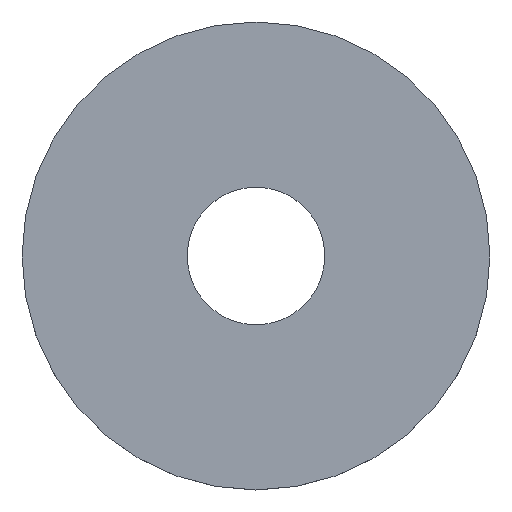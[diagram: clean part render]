
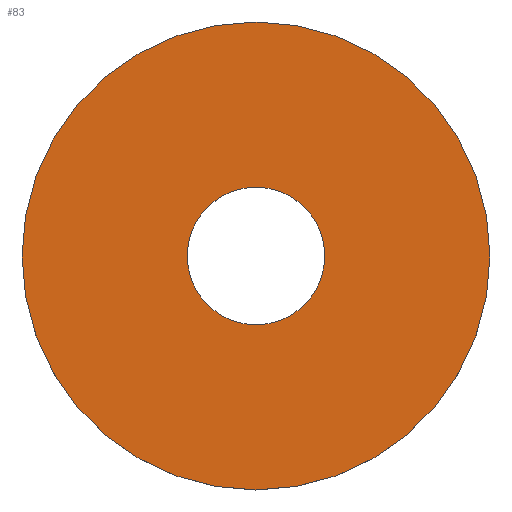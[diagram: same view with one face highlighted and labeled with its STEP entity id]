
A CAD part, top view. The second image highlights one B-rep face of the part: STEP entity #83.
In plain terms, the highlighted planar face has unit normal (0, 0, 1).
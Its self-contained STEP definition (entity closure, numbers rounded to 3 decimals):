
#57=VERTEX_POINT('',#128);
#59=VERTEX_POINT('',#130);
#63=EDGE_CURVE('',#89,#57,#134,.T.);
#65=EDGE_CURVE('',#59,#95,#136,.T.);
#73=EDGE_CURVE('',#95,#59,#146,.T.);
#83=ADVANCED_FACE('',(#157,#158),#159,.T.);
#89=VERTEX_POINT('',#165);
#93=EDGE_CURVE('',#57,#89,#171,.T.);
#95=VERTEX_POINT('',#173);
#128=CARTESIAN_POINT('',(-29.75,0.0,4.0));
#130=CARTESIAN_POINT('',(8.75,0.,4.0));
#134=CIRCLE('',#203,29.75);
#136=CIRCLE('',#206,8.75);
#146=CIRCLE('',#218,8.75);
#157=FACE_BOUND('',#234,.T.);
#158=FACE_OUTER_BOUND('',#235,.T.);
#159=PLANE('',#236);
#165=CARTESIAN_POINT('',(29.75,0.,4.0));
#171=CIRCLE('',#252,29.75);
#173=CARTESIAN_POINT('',(-8.75,0.0,4.0));
#203=AXIS2_PLACEMENT_3D('',#278,#279,#280);
#206=AXIS2_PLACEMENT_3D('',#281,#282,#283);
#218=AXIS2_PLACEMENT_3D('',#303,#304,#305);
#234=EDGE_LOOP('',(#320,#321));
#235=EDGE_LOOP('',(#322,#323));
#236=AXIS2_PLACEMENT_3D('',#324,#325,#326);
#252=AXIS2_PLACEMENT_3D('',#339,#340,#341);
#278=CARTESIAN_POINT('',(0.0,0.0,4.0));
#279=DIRECTION('',(0.0,0.0,-1.0));
#280=DIRECTION('',(-1.0,0.0,0.0));
#281=CARTESIAN_POINT('',(0.0,0.0,4.0));
#282=DIRECTION('',(0.0,0.0,-1.0));
#283=DIRECTION('',(1.0,0.0,0.0));
#303=CARTESIAN_POINT('',(0.0,0.0,4.0));
#304=DIRECTION('',(0.0,0.0,-1.0));
#305=DIRECTION('',(1.0,0.0,0.0));
#320=ORIENTED_EDGE('',*,*,#73,.T.);
#321=ORIENTED_EDGE('',*,*,#65,.T.);
#322=ORIENTED_EDGE('',*,*,#93,.F.);
#323=ORIENTED_EDGE('',*,*,#63,.F.);
#324=CARTESIAN_POINT('',(0.0,0.0,4.0));
#325=DIRECTION('',(0.0,0.0,1.0));
#326=DIRECTION('',(1.0,0.0,0.0));
#339=CARTESIAN_POINT('',(0.0,0.0,4.0));
#340=DIRECTION('',(0.0,0.0,-1.0));
#341=DIRECTION('',(-1.0,0.0,0.0));
